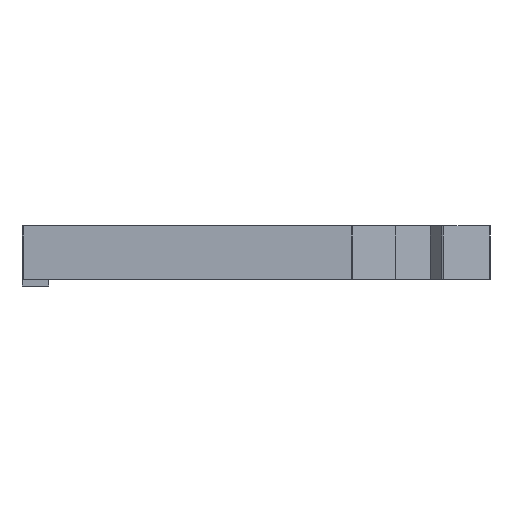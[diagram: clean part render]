
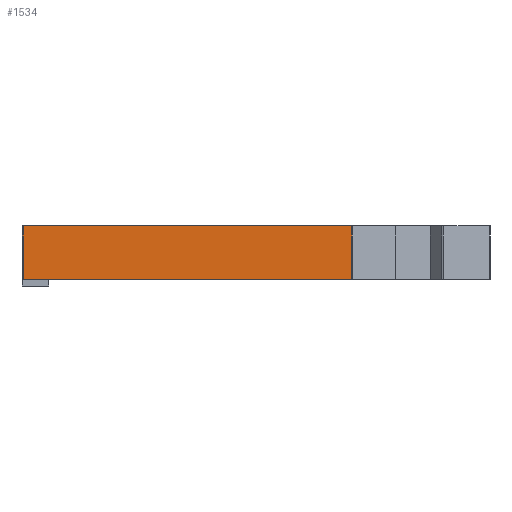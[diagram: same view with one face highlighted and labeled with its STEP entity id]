
A CAD part, left-side view. The second image highlights one B-rep face of the part: STEP entity #1534.
In plain terms, the highlighted planar face has unit normal (-1, 0, 0).
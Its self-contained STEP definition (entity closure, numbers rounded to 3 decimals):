
#138=FACE_OUTER_BOUND('',#216,.T.);
#216=EDGE_LOOP('',(#1384,#1385,#1386,#1387));
#264=LINE('',#2176,#452);
#312=LINE('',#2280,#500);
#329=LINE('',#2329,#517);
#383=LINE('',#2454,#571);
#452=VECTOR('',#1742,10.);
#500=VECTOR('',#1830,10.);
#517=VECTOR('',#1873,10.);
#571=VECTOR('',#1997,10.);
#640=VERTEX_POINT('',#2173);
#641=VERTEX_POINT('',#2175);
#676=VERTEX_POINT('',#2276);
#696=VERTEX_POINT('',#2328);
#794=EDGE_CURVE('',#640,#641,#264,.T.);
#846=EDGE_CURVE('',#641,#676,#312,.T.);
#870=EDGE_CURVE('',#676,#696,#329,.T.);
#937=EDGE_CURVE('',#696,#640,#383,.T.);
#1384=ORIENTED_EDGE('',*,*,#846,.F.);
#1385=ORIENTED_EDGE('',*,*,#794,.F.);
#1386=ORIENTED_EDGE('',*,*,#937,.F.);
#1387=ORIENTED_EDGE('',*,*,#870,.F.);
#1458=PLANE('',#1656);
#1534=ADVANCED_FACE('',(#138),#1458,.T.);
#1656=AXIS2_PLACEMENT_3D('',#2504,#2058,#2059);
#1742=DIRECTION('',(0.,1.,0.));
#1830=DIRECTION('',(0.,0.,1.));
#1873=DIRECTION('',(0.,-1.,0.));
#1997=DIRECTION('',(0.,0.,-1.));
#2058=DIRECTION('center_axis',(-1.,0.,0.));
#2059=DIRECTION('ref_axis',(0.,-1.,0.));
#2173=CARTESIAN_POINT('',(-35.,10.348,0.));
#2175=CARTESIAN_POINT('',(-35.,34.9,0.));
#2176=CARTESIAN_POINT('',(-35.,0.,0.));
#2276=CARTESIAN_POINT('',(-35.,34.9,4.));
#2280=CARTESIAN_POINT('',(-35.,34.9,0.));
#2328=CARTESIAN_POINT('',(-35.,10.348,4.));
#2329=CARTESIAN_POINT('',(-35.,0.,4.));
#2454=CARTESIAN_POINT('',(-35.,10.348,0.));
#2504=CARTESIAN_POINT('Origin',(-35.,35.,0.));
